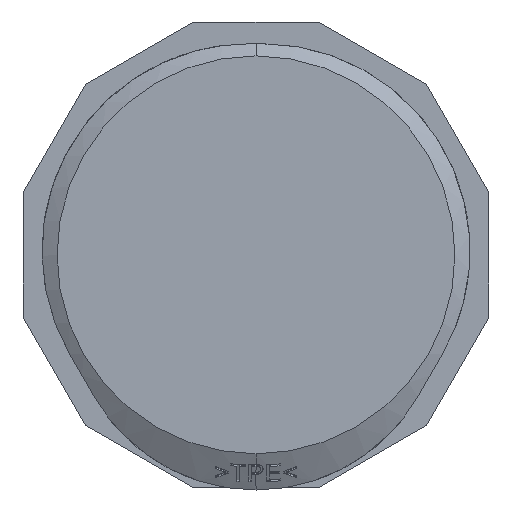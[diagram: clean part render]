
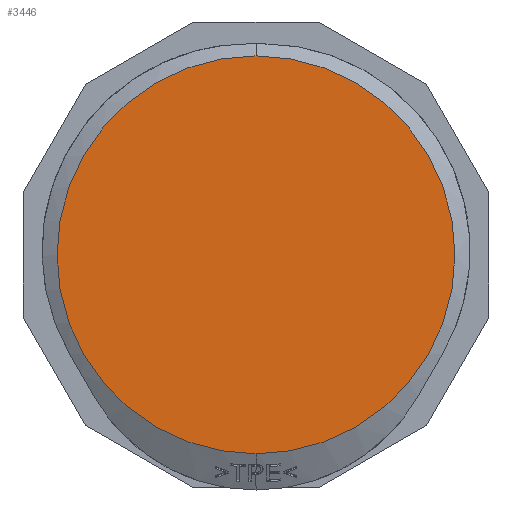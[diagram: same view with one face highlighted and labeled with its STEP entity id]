
A CAD part, front view. The second image highlights one B-rep face of the part: STEP entity #3446.
In plain terms, the highlighted planar face has unit normal (0, -1, 0).
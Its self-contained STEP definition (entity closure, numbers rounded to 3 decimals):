
#1486=CIRCLE('',#17438,24.75);
#1487=CIRCLE('',#17440,24.75);
#2503=FACE_OUTER_BOUND('',#5417,.T.);
#3446=ADVANCED_FACE('KES-E-R 50/9-A',(#2503),#3827,.F.);
#3827=PLANE('',#17442);
#5417=EDGE_LOOP('',(#10043,#10044));
#10043=ORIENTED_EDGE('',*,*,#13826,.F.);
#10044=ORIENTED_EDGE('',*,*,#13822,.F.);
#11507=VERTEX_POINT('',#36550);
#11508=VERTEX_POINT('',#36552);
#13822=EDGE_CURVE('GENERATED CIRCLE',#11507,#11508,#1486,.T.);
#13826=EDGE_CURVE('GENERATED CIRCLE',#11508,#11507,#1487,.T.);
#17438=AXIS2_PLACEMENT_3D('',#36551,#21698,#21699);
#17440=AXIS2_PLACEMENT_3D('',#36574,#21704,#21705);
#17442=AXIS2_PLACEMENT_3D('',#36576,#21708,#21709);
#21698=DIRECTION('',(0.,1.,0.));
#21699=DIRECTION('',(1.,0.,0.));
#21704=DIRECTION('',(0.,1.,0.));
#21705=DIRECTION('',(1.,0.,0.));
#21708=DIRECTION('',(0.,1.,0.));
#21709=DIRECTION('',(0.,0.,-1.));
#36550=CARTESIAN_POINT('',(0.,0.,-24.75));
#36551=CARTESIAN_POINT('',(0.,0.,0.));
#36552=CARTESIAN_POINT('',(0.,0.,24.75));
#36574=CARTESIAN_POINT('',(0.,0.,0.));
#36576=CARTESIAN_POINT('',(0.,0.,0.));
